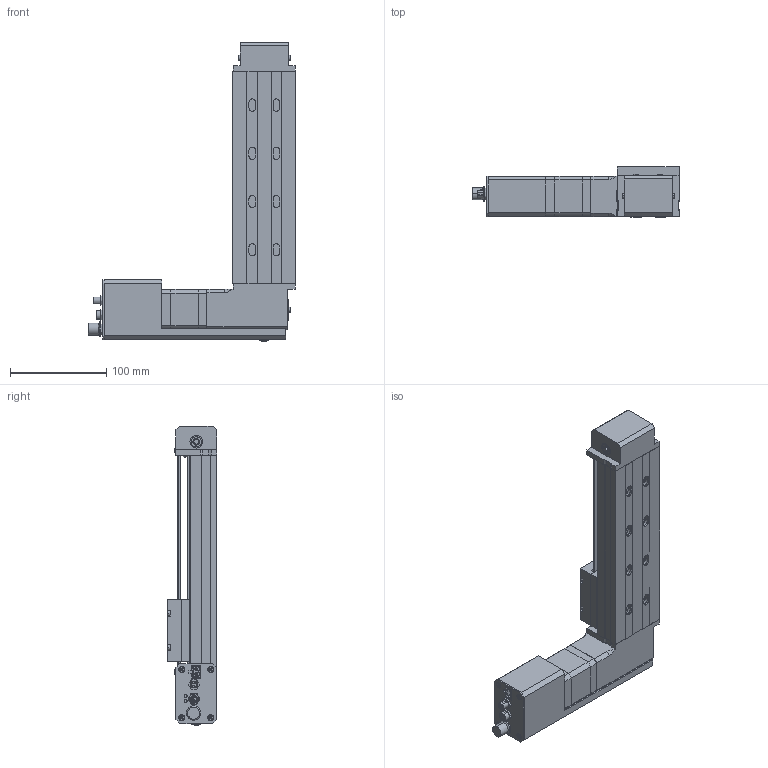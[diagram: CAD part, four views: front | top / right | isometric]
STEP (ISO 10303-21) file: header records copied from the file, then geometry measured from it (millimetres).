
FILE_DESCRIPTION (( 'STEP AP203' ), '1' );
FILE_NAME ('X-BLQ0145-E01C.step', '2023-05-18T00:12:48', ( '' ), ( '' ), 'SwSTEP 2.0', 'SolidWorks 2019', '' );
FILE_SCHEMA (( 'CONFIG_CONTROL_DESIGN' ));
Length unit declared in the file: millimetre
Products named in the file (4): BLQ_carriage^BLQ_Rigid Cover; NMS17_motor^BLQ_X-BLQ-E01; X-BLQ0145-E01C; BLQ_base^BLQ_BLQ0145-C1
Assembly tree (3 placements, depth 2):
  X-BLQ0145-E01C
    BLQ_base^BLQ_BLQ0145-C1
    BLQ_carriage^BLQ_Rigid Cover
    NMS17_motor^BLQ_X-BLQ-E01
Bounding box: 214.85 x 51.8 x 310.2 mm (x, y, z)
Volume: 827868.1 mm3; surface area: 223334.9 mm2
Topology: 32 solids, 32 shells, 883 faces, 2263 edges, 1478 vertices
Faces by surface type: plane 498, cylinder 329, cone 30, torus 16, sphere 10
Entity records: 27329 total; most frequent: CARTESIAN_POINT 4840, DIRECTION 4741, ORIENTED_EDGE 4478, EDGE_CURVE 2239, AXIS2_PLACEMENT_3D 1667, VERTEX_POINT 1470, VECTOR 1407, LINE 1407
